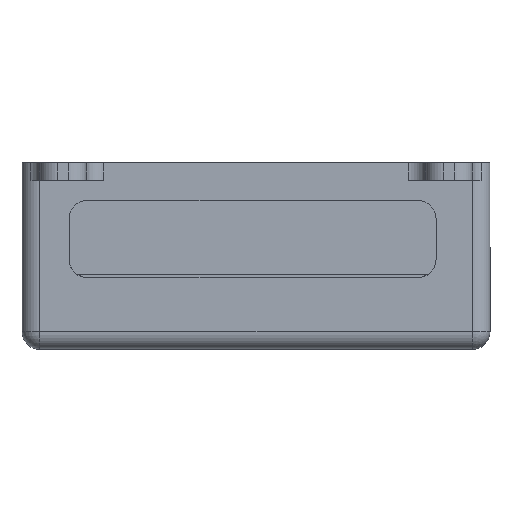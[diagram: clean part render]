
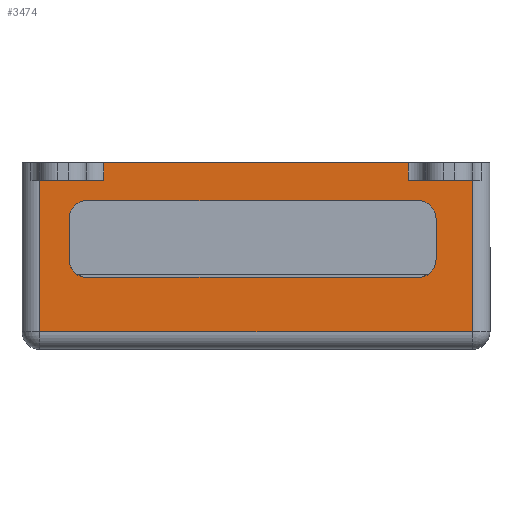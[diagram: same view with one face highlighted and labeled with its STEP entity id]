
A CAD part, front view. The second image highlights one B-rep face of the part: STEP entity #3474.
In plain terms, the highlighted planar face has unit normal (0, -1, 0).
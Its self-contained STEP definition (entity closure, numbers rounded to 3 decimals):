
#22 = VERTEX_POINT ( 'NONE', #502 ) ;
#214 = CARTESIAN_POINT ( 'NONE',  ( -14.657, -24.215, 24.866 ) ) ;
#258 = CARTESIAN_POINT ( 'NONE',  ( 96.515, -24.215, 2.65 ) ) ;
#284 = LINE ( 'NONE', #9314, #5380 ) ;
#502 = CARTESIAN_POINT ( 'NONE',  ( 91.515, -24.215, -2.35 ) ) ;
#653 = ORIENTED_EDGE ( 'NONE', *, *, #8372, .T. ) ;
#685 = CARTESIAN_POINT ( 'NONE',  ( 3.343, -24.215, 29.866 ) ) ;
#1082 = EDGE_CURVE ( 'NONE', #1726, #6106, #5772, .T. ) ;
#1138 = CARTESIAN_POINT ( 'NONE',  ( 106.657, -24.215, 196.5 ) ) ;
#1194 = ORIENTED_EDGE ( 'NONE', *, *, #2007, .F. ) ;
#1241 = VERTEX_POINT ( 'NONE', #6919 ) ;
#1406 = DIRECTION ( 'NONE',  ( 0., 0., -1. ) ) ;
#1413 = EDGE_LOOP ( 'NONE', ( #7404, #3260, #2805, #4102, #6379, #3960, #11136, #5478 ) ) ;
#1699 = DIRECTION ( 'NONE',  ( 1., 0., 0. ) ) ;
#1726 = VERTEX_POINT ( 'NONE', #10311 ) ;
#2007 = EDGE_CURVE ( 'NONE', #8628, #11105, #12746, .T. ) ;
#2049 = DIRECTION ( 'NONE',  ( 0., 0., 1. ) ) ;
#2115 = CARTESIAN_POINT ( 'NONE',  ( -6.45, -24.215, 19.17 ) ) ;
#2310 = FACE_BOUND ( 'NONE', #12415, .T. ) ;
#2408 = EDGE_CURVE ( 'NONE', #3612, #5448, #5189, .T. ) ;
#2513 = VECTOR ( 'NONE', #6603, 1000. ) ;
#2805 = ORIENTED_EDGE ( 'NONE', *, *, #6461, .T. ) ;
#2813 = VECTOR ( 'NONE', #10811, 1000. ) ;
#2832 = EDGE_CURVE ( 'NONE', #5851, #22, #11479, .T. ) ;
#2920 = CARTESIAN_POINT ( 'NONE',  ( 88.657, -24.215, 29.866 ) ) ;
#2950 = VECTOR ( 'NONE', #5036, 1000. ) ;
#3058 = CIRCLE ( 'NONE', #10256, 5. ) ;
#3078 = ORIENTED_EDGE ( 'NONE', *, *, #5958, .F. ) ;
#3117 = AXIS2_PLACEMENT_3D ( 'NONE', #11067, #11199, #1406 ) ;
#3205 = FACE_OUTER_BOUND ( 'NONE', #1413, .T. ) ;
#3260 = ORIENTED_EDGE ( 'NONE', *, *, #6587, .T. ) ;
#3426 = ORIENTED_EDGE ( 'NONE', *, *, #1082, .F. ) ;
#3474 = ADVANCED_FACE ( 'NONE', ( #3205, #2310 ), #12223, .T. ) ;
#3612 = VERTEX_POINT ( 'NONE', #11580 ) ;
#3616 = VECTOR ( 'NONE', #12680, 1000. ) ;
#3664 = VERTEX_POINT ( 'NONE', #9908 ) ;
#3888 = CARTESIAN_POINT ( 'NONE',  ( -14.657, -24.215, 196.5 ) ) ;
#3902 = DIRECTION ( 'NONE',  ( -1., 0., 0. ) ) ;
#3923 = CARTESIAN_POINT ( 'NONE',  ( -1.45, -24.215, 2.65 ) ) ;
#3960 = ORIENTED_EDGE ( 'NONE', *, *, #8149, .T. ) ;
#3973 = DIRECTION ( 'NONE',  ( 1., 0., 0. ) ) ;
#4053 = VERTEX_POINT ( 'NONE', #7032 ) ;
#4102 = ORIENTED_EDGE ( 'NONE', *, *, #5595, .T. ) ;
#4167 = VECTOR ( 'NONE', #7119, 1000. ) ;
#4183 = CARTESIAN_POINT ( 'NONE',  ( 3.343, -24.215, 196.5 ) ) ;
#4360 = VECTOR ( 'NONE', #3973, 1000. ) ;
#4742 = EDGE_CURVE ( 'NONE', #12604, #4053, #9017, .T. ) ;
#4942 = LINE ( 'NONE', #5129, #6198 ) ;
#5036 = DIRECTION ( 'NONE',  ( 0., 0., -1. ) ) ;
#5129 = CARTESIAN_POINT ( 'NONE',  ( 0., -24.215, 29.866 ) ) ;
#5189 = LINE ( 'NONE', #214, #4360 ) ;
#5202 = CARTESIAN_POINT ( 'NONE',  ( 96.515, -24.215, 14.17 ) ) ;
#5380 = VECTOR ( 'NONE', #7171, 1000. ) ;
#5448 = VERTEX_POINT ( 'NONE', #12323 ) ;
#5478 = ORIENTED_EDGE ( 'NONE', *, *, #6069, .T. ) ;
#5595 = EDGE_CURVE ( 'NONE', #7566, #5448, #8114, .T. ) ;
#5604 = CARTESIAN_POINT ( 'NONE',  ( 106.657, -24.215, 24.866 ) ) ;
#5772 = LINE ( 'NONE', #7574, #2513 ) ;
#5851 = VERTEX_POINT ( 'NONE', #8567 ) ;
#5867 = EDGE_CURVE ( 'NONE', #7518, #3664, #10492, .T. ) ;
#5958 = EDGE_CURVE ( 'NONE', #10468, #1241, #12545, .T. ) ;
#6052 = CARTESIAN_POINT ( 'NONE',  ( 91.515, -24.215, 14.17 ) ) ;
#6069 = EDGE_CURVE ( 'NONE', #4053, #7518, #6938, .T. ) ;
#6106 = VERTEX_POINT ( 'NONE', #8958 ) ;
#6198 = VECTOR ( 'NONE', #3902, 1000. ) ;
#6222 = DIRECTION ( 'NONE',  ( 0., 1., 0. ) ) ;
#6352 = AXIS2_PLACEMENT_3D ( 'NONE', #3923, #10621, #12549 ) ;
#6379 = ORIENTED_EDGE ( 'NONE', *, *, #2408, .F. ) ;
#6461 = EDGE_CURVE ( 'NONE', #8111, #7566, #4942, .T. ) ;
#6587 = EDGE_CURVE ( 'NONE', #3664, #8111, #284, .T. ) ;
#6589 = CARTESIAN_POINT ( 'NONE',  ( -6.45, -24.215, -2.35 ) ) ;
#6603 = DIRECTION ( 'NONE',  ( -1., 0., 0. ) ) ;
#6919 = CARTESIAN_POINT ( 'NONE',  ( -6.45, -24.215, 2.65 ) ) ;
#6938 = LINE ( 'NONE', #1138, #11360 ) ;
#6958 = CIRCLE ( 'NONE', #6352, 5. ) ;
#7032 = CARTESIAN_POINT ( 'NONE',  ( 106.657, -24.215, -17.56 ) ) ;
#7093 = ORIENTED_EDGE ( 'NONE', *, *, #10072, .T. ) ;
#7119 = DIRECTION ( 'NONE',  ( 0., 0., -1. ) ) ;
#7171 = DIRECTION ( 'NONE',  ( 0., 0., 1. ) ) ;
#7194 = DIRECTION ( 'NONE',  ( 0., 1., 0. ) ) ;
#7237 = CIRCLE ( 'NONE', #8277, 5. ) ;
#7404 = ORIENTED_EDGE ( 'NONE', *, *, #5867, .T. ) ;
#7518 = VERTEX_POINT ( 'NONE', #9036 ) ;
#7566 = VERTEX_POINT ( 'NONE', #685 ) ;
#7574 = CARTESIAN_POINT ( 'NONE',  ( -6.45, -24.215, 19.17 ) ) ;
#7681 = DIRECTION ( 'NONE',  ( 0., 1., 0. ) ) ;
#7827 = DIRECTION ( 'NONE',  ( 0., 0., -1. ) ) ;
#7921 = CARTESIAN_POINT ( 'NONE',  ( 0., -24.215, -17.56 ) ) ;
#8111 = VERTEX_POINT ( 'NONE', #2920 ) ;
#8114 = LINE ( 'NONE', #4183, #2950 ) ;
#8149 = EDGE_CURVE ( 'NONE', #3612, #12604, #12707, .T. ) ;
#8224 = CARTESIAN_POINT ( 'NONE',  ( 96.515, -24.215, 19.17 ) ) ;
#8277 = AXIS2_PLACEMENT_3D ( 'NONE', #8454, #7681, #12377 ) ;
#8372 = EDGE_CURVE ( 'NONE', #8628, #22, #7237, .T. ) ;
#8394 = CARTESIAN_POINT ( 'NONE',  ( -6.45, -24.215, 14.17 ) ) ;
#8454 = CARTESIAN_POINT ( 'NONE',  ( 91.515, -24.215, 2.65 ) ) ;
#8560 = ORIENTED_EDGE ( 'NONE', *, *, #9344, .T. ) ;
#8567 = CARTESIAN_POINT ( 'NONE',  ( -1.45, -24.215, -2.35 ) ) ;
#8628 = VERTEX_POINT ( 'NONE', #258 ) ;
#8837 = AXIS2_PLACEMENT_3D ( 'NONE', #11367, #6222, #10148 ) ;
#8958 = CARTESIAN_POINT ( 'NONE',  ( -1.45, -24.215, 19.17 ) ) ;
#9017 = LINE ( 'NONE', #7921, #2813 ) ;
#9036 = CARTESIAN_POINT ( 'NONE',  ( 106.657, -24.215, 24.866 ) ) ;
#9314 = CARTESIAN_POINT ( 'NONE',  ( 88.657, -24.215, 29.866 ) ) ;
#9344 = EDGE_CURVE ( 'NONE', #5851, #1241, #6958, .T. ) ;
#9570 = EDGE_CURVE ( 'NONE', #1726, #11105, #3058, .T. ) ;
#9908 = CARTESIAN_POINT ( 'NONE',  ( 88.657, -24.215, 24.866 ) ) ;
#9912 = ORIENTED_EDGE ( 'NONE', *, *, #2832, .F. ) ;
#9925 = VECTOR ( 'NONE', #11582, 1000. ) ;
#9929 = VECTOR ( 'NONE', #1699, 1000. ) ;
#10072 = EDGE_CURVE ( 'NONE', #10468, #6106, #11290, .T. ) ;
#10148 = DIRECTION ( 'NONE',  ( 0., 0., -1. ) ) ;
#10256 = AXIS2_PLACEMENT_3D ( 'NONE', #6052, #7194, #12021 ) ;
#10311 = CARTESIAN_POINT ( 'NONE',  ( 91.515, -24.215, 19.17 ) ) ;
#10468 = VERTEX_POINT ( 'NONE', #8394 ) ;
#10492 = LINE ( 'NONE', #5604, #9925 ) ;
#10621 = DIRECTION ( 'NONE',  ( 0., 1., 0. ) ) ;
#10811 = DIRECTION ( 'NONE',  ( 1., 0., 0. ) ) ;
#10936 = VECTOR ( 'NONE', #7827, 1000. ) ;
#11067 = CARTESIAN_POINT ( 'NONE',  ( 0., -24.215, 196.5 ) ) ;
#11105 = VERTEX_POINT ( 'NONE', #5202 ) ;
#11136 = ORIENTED_EDGE ( 'NONE', *, *, #4742, .T. ) ;
#11199 = DIRECTION ( 'NONE',  ( 0., -1., 0. ) ) ;
#11290 = CIRCLE ( 'NONE', #8837, 5. ) ;
#11360 = VECTOR ( 'NONE', #2049, 1000. ) ;
#11367 = CARTESIAN_POINT ( 'NONE',  ( -1.45, -24.215, 14.17 ) ) ;
#11479 = LINE ( 'NONE', #6589, #9929 ) ;
#11580 = CARTESIAN_POINT ( 'NONE',  ( -14.657, -24.215, 24.866 ) ) ;
#11582 = DIRECTION ( 'NONE',  ( -1., 0., 0. ) ) ;
#11833 = CARTESIAN_POINT ( 'NONE',  ( -14.657, -24.215, -17.56 ) ) ;
#12021 = DIRECTION ( 'NONE',  ( 0., 0., -1. ) ) ;
#12223 = PLANE ( 'NONE',  #3117 ) ;
#12323 = CARTESIAN_POINT ( 'NONE',  ( 3.343, -24.215, 24.866 ) ) ;
#12377 = DIRECTION ( 'NONE',  ( 0., 0., -1. ) ) ;
#12415 = EDGE_LOOP ( 'NONE', ( #3426, #12480, #1194, #653, #9912, #8560, #3078, #7093 ) ) ;
#12480 = ORIENTED_EDGE ( 'NONE', *, *, #9570, .T. ) ;
#12545 = LINE ( 'NONE', #2115, #4167 ) ;
#12549 = DIRECTION ( 'NONE',  ( 0., 0., -1. ) ) ;
#12604 = VERTEX_POINT ( 'NONE', #11833 ) ;
#12680 = DIRECTION ( 'NONE',  ( 0., 0., 1. ) ) ;
#12707 = LINE ( 'NONE', #3888, #10936 ) ;
#12746 = LINE ( 'NONE', #8224, #3616 ) ;
